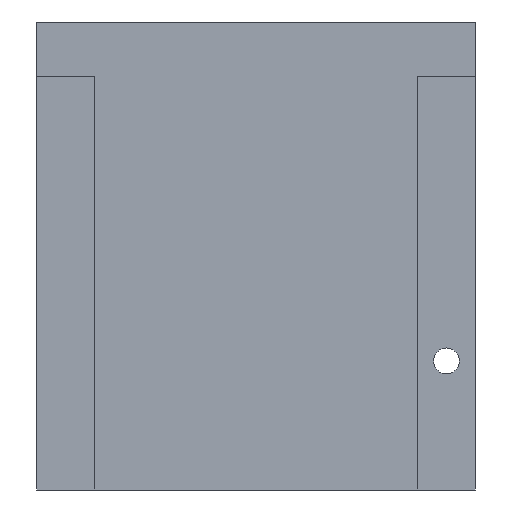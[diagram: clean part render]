
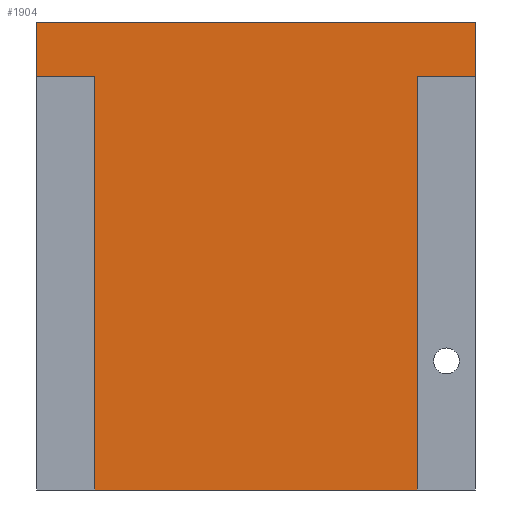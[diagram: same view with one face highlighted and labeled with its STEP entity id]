
A CAD part, left-side view. The second image highlights one B-rep face of the part: STEP entity #1904.
In plain terms, the highlighted planar face has unit normal (-1, 0, 0).
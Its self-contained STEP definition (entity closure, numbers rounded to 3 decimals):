
#167=FACE_OUTER_BOUND('',#277,.T.);
#277=EDGE_LOOP('',(#1531,#1532,#1533,#1534,#1535,#1536,#1537,#1538));
#490=LINE('',#2928,#721);
#492=LINE('',#2932,#723);
#502=LINE('',#2954,#733);
#503=LINE('',#2956,#734);
#504=LINE('',#2958,#735);
#505=LINE('',#2960,#736);
#506=LINE('',#2962,#737);
#507=LINE('',#2963,#738);
#721=VECTOR('',#2402,10.);
#723=VECTOR('',#2406,10.);
#733=VECTOR('',#2424,10.);
#734=VECTOR('',#2425,10.);
#735=VECTOR('',#2426,10.);
#736=VECTOR('',#2427,10.);
#737=VECTOR('',#2428,10.);
#738=VECTOR('',#2429,10.);
#916=VERTEX_POINT('',#2924);
#917=VERTEX_POINT('',#2926);
#918=VERTEX_POINT('',#2930);
#926=VERTEX_POINT('',#2953);
#927=VERTEX_POINT('',#2955);
#928=VERTEX_POINT('',#2957);
#929=VERTEX_POINT('',#2959);
#930=VERTEX_POINT('',#2961);
#1146=EDGE_CURVE('',#916,#917,#490,.T.);
#1148=EDGE_CURVE('',#917,#918,#492,.T.);
#1158=EDGE_CURVE('',#918,#926,#502,.T.);
#1159=EDGE_CURVE('',#927,#926,#503,.T.);
#1160=EDGE_CURVE('',#928,#927,#504,.T.);
#1161=EDGE_CURVE('',#928,#929,#505,.T.);
#1162=EDGE_CURVE('',#929,#930,#506,.T.);
#1163=EDGE_CURVE('',#916,#930,#507,.T.);
#1531=ORIENTED_EDGE('',*,*,#1146,.T.);
#1532=ORIENTED_EDGE('',*,*,#1148,.T.);
#1533=ORIENTED_EDGE('',*,*,#1158,.T.);
#1534=ORIENTED_EDGE('',*,*,#1159,.F.);
#1535=ORIENTED_EDGE('',*,*,#1160,.F.);
#1536=ORIENTED_EDGE('',*,*,#1161,.T.);
#1537=ORIENTED_EDGE('',*,*,#1162,.T.);
#1538=ORIENTED_EDGE('',*,*,#1163,.F.);
#1815=PLANE('',#2036);
#1904=ADVANCED_FACE('',(#167),#1815,.T.);
#2036=AXIS2_PLACEMENT_3D('',#2952,#2422,#2423);
#2402=DIRECTION('',(0.,0.,1.));
#2406=DIRECTION('',(0.,-1.,0.));
#2422=DIRECTION('center_axis',(-1.,0.,0.));
#2423=DIRECTION('ref_axis',(0.,-1.,0.));
#2424=DIRECTION('',(0.,0.,1.));
#2425=DIRECTION('',(0.,-1.,0.));
#2426=DIRECTION('',(0.,0.,1.));
#2427=DIRECTION('',(0.,-1.,0.));
#2428=DIRECTION('',(0.,0.,-1.));
#2429=DIRECTION('',(0.,1.,0.));
#2924=CARTESIAN_POINT('',(0.,-51.,0.));
#2926=CARTESIAN_POINT('',(0.,-51.,64.));
#2928=CARTESIAN_POINT('',(0.,-51.,0.));
#2930=CARTESIAN_POINT('',(0.,-60.,64.));
#2932=CARTESIAN_POINT('',(0.,-27.75,64.));
#2952=CARTESIAN_POINT('Origin',(0.,0.,0.));
#2953=CARTESIAN_POINT('',(0.,-60.,72.5));
#2954=CARTESIAN_POINT('',(0.,-60.,71.5));
#2955=CARTESIAN_POINT('',(0.,8.,72.5));
#2956=CARTESIAN_POINT('',(0.,8.,72.5));
#2957=CARTESIAN_POINT('',(0.,8.,64.));
#2958=CARTESIAN_POINT('',(0.,8.,0.));
#2959=CARTESIAN_POINT('',(0.,-1.,64.));
#2960=CARTESIAN_POINT('',(0.,1.75,64.));
#2961=CARTESIAN_POINT('',(0.,-1.,0.));
#2962=CARTESIAN_POINT('',(0.,-1.,0.));
#2963=CARTESIAN_POINT('',(0.,0.,0.));
